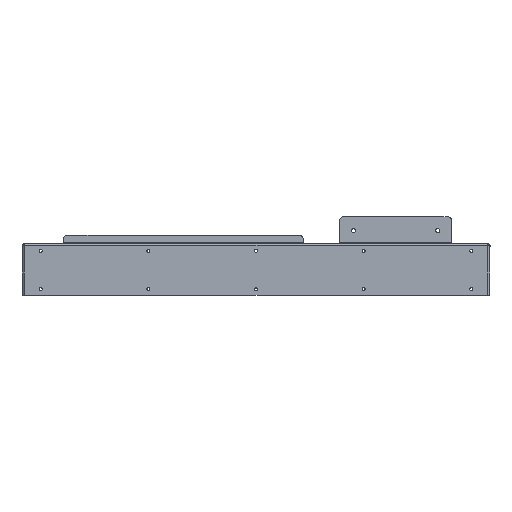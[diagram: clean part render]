
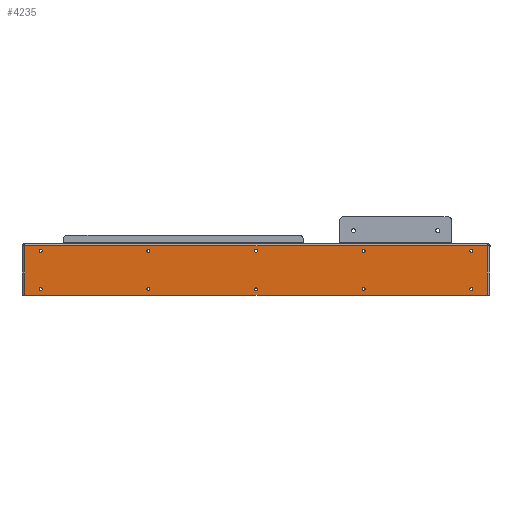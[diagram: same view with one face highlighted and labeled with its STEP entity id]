
A CAD part, left-side view. The second image highlights one B-rep face of the part: STEP entity #4235.
In plain terms, the highlighted planar face has unit normal (-1, 0, 0).
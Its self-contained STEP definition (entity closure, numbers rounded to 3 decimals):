
#202=FACE_BOUND('',#980,.T.);
#203=FACE_BOUND('',#981,.T.);
#204=FACE_BOUND('',#982,.T.);
#205=FACE_BOUND('',#983,.T.);
#206=FACE_BOUND('',#984,.T.);
#207=FACE_BOUND('',#985,.T.);
#208=FACE_BOUND('',#986,.T.);
#209=FACE_BOUND('',#987,.T.);
#210=FACE_BOUND('',#988,.T.);
#211=FACE_BOUND('',#989,.T.);
#212=FACE_BOUND('',#990,.T.);
#344=PLANE('',#4719);
#980=EDGE_LOOP('',(#3759));
#981=EDGE_LOOP('',(#3760));
#982=EDGE_LOOP('',(#3761));
#983=EDGE_LOOP('',(#3762));
#984=EDGE_LOOP('',(#3763));
#985=EDGE_LOOP('',(#3764));
#986=EDGE_LOOP('',(#3765));
#987=EDGE_LOOP('',(#3766));
#988=EDGE_LOOP('',(#3767));
#989=EDGE_LOOP('',(#3768));
#990=EDGE_LOOP('',(#3769,#3770,#3771,#3772));
#1297=LINE('',#7053,#1591);
#1304=LINE('',#7075,#1598);
#1321=LINE('',#7129,#1615);
#1326=LINE('',#7141,#1620);
#1591=VECTOR('',#5827,53.264);
#1598=VECTOR('',#5854,53.264);
#1615=VECTOR('',#5933,494.329);
#1620=VECTOR('',#5952,494.329);
#1795=CIRCLE('',#4554,1.63);
#1799=CIRCLE('',#4560,1.63);
#1803=CIRCLE('',#4566,1.63);
#1807=CIRCLE('',#4572,1.63);
#1811=CIRCLE('',#4578,1.63);
#1815=CIRCLE('',#4584,1.63);
#1819=CIRCLE('',#4590,1.63);
#1823=CIRCLE('',#4596,1.63);
#1827=CIRCLE('',#4602,1.63);
#1831=CIRCLE('',#4608,1.63);
#2172=VERTEX_POINT('',#6816);
#2176=VERTEX_POINT('',#6826);
#2180=VERTEX_POINT('',#6836);
#2184=VERTEX_POINT('',#6846);
#2188=VERTEX_POINT('',#6856);
#2192=VERTEX_POINT('',#6866);
#2196=VERTEX_POINT('',#6876);
#2200=VERTEX_POINT('',#6886);
#2204=VERTEX_POINT('',#6896);
#2208=VERTEX_POINT('',#6906);
#2245=VERTEX_POINT('',#7050);
#2246=VERTEX_POINT('',#7052);
#2250=VERTEX_POINT('',#7072);
#2251=VERTEX_POINT('',#7074);
#2631=EDGE_CURVE('',#2172,#2172,#1795,.T.);
#2635=EDGE_CURVE('',#2176,#2176,#1799,.T.);
#2639=EDGE_CURVE('',#2180,#2180,#1803,.T.);
#2643=EDGE_CURVE('',#2184,#2184,#1807,.T.);
#2647=EDGE_CURVE('',#2188,#2188,#1811,.T.);
#2651=EDGE_CURVE('',#2192,#2192,#1815,.T.);
#2655=EDGE_CURVE('',#2196,#2196,#1819,.T.);
#2659=EDGE_CURVE('',#2200,#2200,#1823,.T.);
#2663=EDGE_CURVE('',#2204,#2204,#1827,.T.);
#2667=EDGE_CURVE('',#2208,#2208,#1831,.T.);
#2736=EDGE_CURVE('',#2246,#2245,#1297,.T.);
#2747=EDGE_CURVE('',#2251,#2250,#1304,.T.);
#2778=EDGE_CURVE('',#2245,#2251,#1321,.T.);
#2784=EDGE_CURVE('',#2246,#2250,#1326,.T.);
#3759=ORIENTED_EDGE('',*,*,#2631,.T.);
#3760=ORIENTED_EDGE('',*,*,#2635,.T.);
#3761=ORIENTED_EDGE('',*,*,#2639,.T.);
#3762=ORIENTED_EDGE('',*,*,#2643,.T.);
#3763=ORIENTED_EDGE('',*,*,#2647,.T.);
#3764=ORIENTED_EDGE('',*,*,#2651,.T.);
#3765=ORIENTED_EDGE('',*,*,#2655,.T.);
#3766=ORIENTED_EDGE('',*,*,#2659,.T.);
#3767=ORIENTED_EDGE('',*,*,#2663,.T.);
#3768=ORIENTED_EDGE('',*,*,#2667,.T.);
#3769=ORIENTED_EDGE('',*,*,#2736,.T.);
#3770=ORIENTED_EDGE('',*,*,#2778,.T.);
#3771=ORIENTED_EDGE('',*,*,#2747,.T.);
#3772=ORIENTED_EDGE('',*,*,#2784,.F.);
#4235=ADVANCED_FACE('',(#202,#203,#204,#205,#206,#207,#208,#209,#210,#211,
#212),#344,.T.);
#4554=AXIS2_PLACEMENT_3D('',#6817,#5548,#5549);
#4560=AXIS2_PLACEMENT_3D('',#6827,#5560,#5561);
#4566=AXIS2_PLACEMENT_3D('',#6837,#5572,#5573);
#4572=AXIS2_PLACEMENT_3D('',#6847,#5584,#5585);
#4578=AXIS2_PLACEMENT_3D('',#6857,#5596,#5597);
#4584=AXIS2_PLACEMENT_3D('',#6867,#5608,#5609);
#4590=AXIS2_PLACEMENT_3D('',#6877,#5620,#5621);
#4596=AXIS2_PLACEMENT_3D('',#6887,#5632,#5633);
#4602=AXIS2_PLACEMENT_3D('',#6897,#5644,#5645);
#4608=AXIS2_PLACEMENT_3D('',#6907,#5656,#5657);
#4719=AXIS2_PLACEMENT_3D('',#7143,#5954,#5955);
#5548=DIRECTION('center_axis',(1.,0.,0.));
#5549=DIRECTION('ref_axis',(0.,0.,
1.));
#5560=DIRECTION('center_axis',(1.,0.,0.));
#5561=DIRECTION('ref_axis',(0.,0.,
1.));
#5572=DIRECTION('center_axis',(1.,0.,0.));
#5573=DIRECTION('ref_axis',(0.,0.,
1.));
#5584=DIRECTION('center_axis',(1.,0.,0.));
#5585=DIRECTION('ref_axis',(0.,0.,
1.));
#5596=DIRECTION('center_axis',(1.,0.,0.));
#5597=DIRECTION('ref_axis',(0.,0.,
1.));
#5608=DIRECTION('center_axis',(1.,0.,0.));
#5609=DIRECTION('ref_axis',(0.,0.,
1.));
#5620=DIRECTION('center_axis',(1.,0.,0.));
#5621=DIRECTION('ref_axis',(0.,0.,
1.));
#5632=DIRECTION('center_axis',(1.,0.,0.));
#5633=DIRECTION('ref_axis',(0.,0.,
1.));
#5644=DIRECTION('center_axis',(1.,0.,0.));
#5645=DIRECTION('ref_axis',(0.,0.,
1.));
#5656=DIRECTION('center_axis',(1.,0.,0.));
#5657=DIRECTION('ref_axis',(0.,0.,
1.));
#5827=DIRECTION('',(0.,0.,1.));
#5854=DIRECTION('',(0.,0.,-1.));
#5933=DIRECTION('',(0.,1.,0.));
#5952=DIRECTION('',(0.,1.,0.));
#5954=DIRECTION('center_axis',(-1.,0.,0.));
#5955=DIRECTION('ref_axis',(0.,0.,
1.));
#6816=CARTESIAN_POINT('',(-140.118,0.,-8.218));
#6817=CARTESIAN_POINT('Origin',(-140.118,0.,-6.588));
#6826=CARTESIAN_POINT('',(-140.118,-115.,-49.218));
#6827=CARTESIAN_POINT('Origin',(-140.118,-115.,-47.588));
#6836=CARTESIAN_POINT('',(-140.118,230.,-49.218));
#6837=CARTESIAN_POINT('Origin',(-140.118,230.,-47.588));
#6846=CARTESIAN_POINT('',(-140.118,-230.,-8.218));
#6847=CARTESIAN_POINT('Origin',(-140.118,-230.,-6.588));
#6856=CARTESIAN_POINT('',(-140.118,230.,-8.218));
#6857=CARTESIAN_POINT('Origin',(-140.118,230.,-6.588));
#6866=CARTESIAN_POINT('',(-140.118,115.,-8.218));
#6867=CARTESIAN_POINT('Origin',(-140.118,115.,-6.588));
#6876=CARTESIAN_POINT('',(-140.118,-115.,-8.218));
#6877=CARTESIAN_POINT('Origin',(-140.118,-115.,-6.588));
#6886=CARTESIAN_POINT('',(-140.118,115.,-49.218));
#6887=CARTESIAN_POINT('Origin',(-140.118,115.,-47.588));
#6896=CARTESIAN_POINT('',(-140.118,0.,-49.218));
#6897=CARTESIAN_POINT('Origin',(-140.118,0.,-47.588));
#6906=CARTESIAN_POINT('',(-140.118,-230.,-49.218));
#6907=CARTESIAN_POINT('Origin',(-140.118,-230.,-47.588));
#7050=CARTESIAN_POINT('',(-140.118,-247.164,-0.912));
#7052=CARTESIAN_POINT('',(-140.118,-247.164,-54.176));
#7053=CARTESIAN_POINT('',(-140.118,-247.164,-40.345));
#7072=CARTESIAN_POINT('',(-140.118,247.164,-54.176));
#7074=CARTESIAN_POINT('',(-140.118,247.164,-0.912));
#7075=CARTESIAN_POINT('',(-140.118,247.164,-13.712));
#7129=CARTESIAN_POINT('',(-140.118,0.,-0.912));
#7141=CARTESIAN_POINT('',(-140.118,-248.076,-54.176));
#7143=CARTESIAN_POINT('Origin',(-140.118,0.,-26.513));
